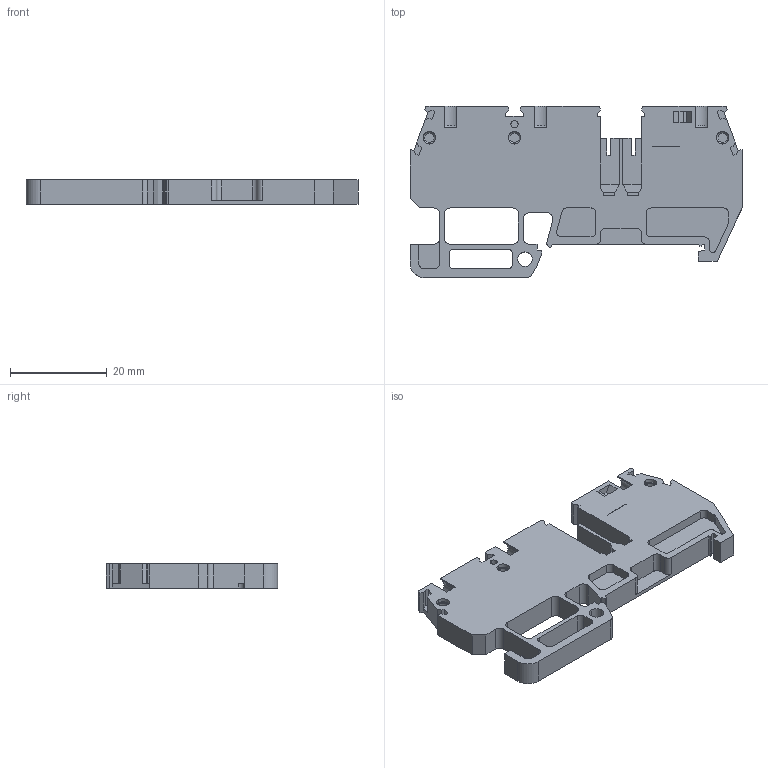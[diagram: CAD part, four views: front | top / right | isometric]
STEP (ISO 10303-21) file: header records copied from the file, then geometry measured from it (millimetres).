
FILE_DESCRIPTION (( 'STEP AP214' ), '1' );
FILE_NAME ('42413_DN-Q12-1-2-A.STEP', '2014-05-05T12:45:04', ( '' ), ( '' ), 'SwSTEP 2.0', 'SolidWorks 2013', '' );
FILE_SCHEMA (( 'AUTOMOTIVE_DESIGN' ));
Length unit declared in the file: millimetre
Products named in the file (1): 42413_DN-Q12-1-2-A
Bounding box: 68.6 x 35.4 x 5 mm (x, y, z)
Volume: 6667.5 mm3; surface area: 6964.6 mm2
Topology: 1 solids, 1 shells, 373 faces, 1018 edges, 663 vertices
Faces by surface type: plane 273, cylinder 70, torus 12, bspline 12, cone 6
Entity records: 12157 total; most frequent: CARTESIAN_POINT 2612, ORIENTED_EDGE 2036, DIRECTION 1881, EDGE_CURVE 1018, VECTOR 809, LINE 809, VERTEX_POINT 663, AXIS2_PLACEMENT_3D 536
